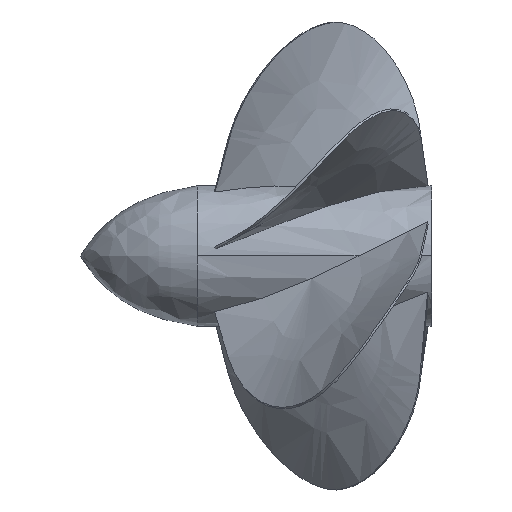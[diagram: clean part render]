
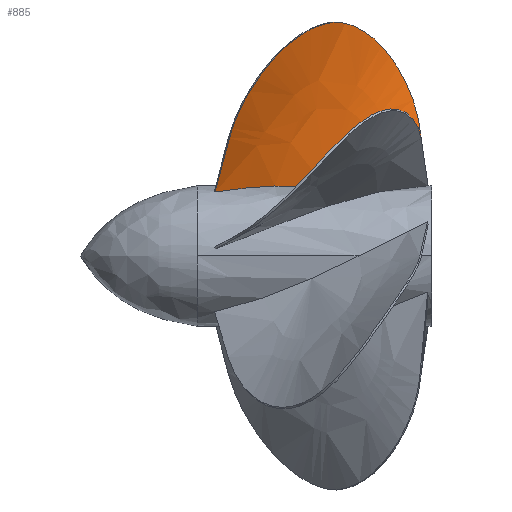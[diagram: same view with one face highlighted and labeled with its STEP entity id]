
A CAD part, top view. The second image highlights one B-rep face of the part: STEP entity #885.
In plain terms, the highlighted free-form (B-spline) face has degree [3, 1] with [6, 2] control points.
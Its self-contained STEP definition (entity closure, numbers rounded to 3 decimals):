
#70 = VERTEX_POINT('',#71);
#71 = CARTESIAN_POINT('',(7.633,27.678,12.527
    ));
#114 = VERTEX_POINT('',#115);
#115 = CARTESIAN_POINT('',(99.786,16.918,
    -25.234));
#128 = EDGE_CURVE('',#114,#70,#129,.T.);
#129 = B_SPLINE_CURVE_WITH_KNOTS('',3,(#130,#131,#132,#133,#134,#135,
    #136,#137,#138,#139,#140,#141,#142,#143,#144,#145,#146,#147,#148,
    #149),.UNSPECIFIED.,.F.,.F.,(4,2,2,2,2,2,2,2,2,4),(0.,
    0.012,0.025,0.037,
    0.044,0.05,0.062,
    0.075,0.087,0.1),
  .UNSPECIFIED.);
#130 = CARTESIAN_POINT('',(99.786,16.918,
    -25.234));
#131 = CARTESIAN_POINT('',(96.007,18.553,
    -24.138));
#132 = CARTESIAN_POINT('',(92.244,20.049,
    -22.906));
#133 = CARTESIAN_POINT('',(84.728,22.76,
    -20.215));
#134 = CARTESIAN_POINT('',(80.976,23.974,
    -18.756));
#135 = CARTESIAN_POINT('',(73.458,26.101,
    -15.661));
#136 = CARTESIAN_POINT('',(69.692,27.013,
    -14.026));
#137 = CARTESIAN_POINT('',(64.009,28.141,
    -11.486));
#138 = CARTESIAN_POINT('',(62.11,28.477,
    -10.625));
#139 = CARTESIAN_POINT('',(58.296,29.068,
    -8.882));
#140 = CARTESIAN_POINT('',(56.38,29.323,
    -8.));
#141 = CARTESIAN_POINT('',(50.615,29.963,
    -5.34));
#142 = CARTESIAN_POINT('',(46.77,30.223,
    -3.56));
#143 = CARTESIAN_POINT('',(39.044,30.432,
    -0.053));
#144 = CARTESIAN_POINT('',(35.164,30.381,
    1.675));
#145 = CARTESIAN_POINT('',(27.351,30.01,
    5.022));
#146 = CARTESIAN_POINT('',(23.435,29.691,
    6.634));
#147 = CARTESIAN_POINT('',(15.565,28.834,
    9.702));
#148 = CARTESIAN_POINT('',(11.612,28.298,
    11.158));
#149 = CARTESIAN_POINT('',(7.633,27.678,
    12.527));
#824 = VERTEX_POINT('',#825);
#825 = CARTESIAN_POINT('',(96.755,51.485,
    -28.974));
#832 = EDGE_CURVE('',#824,#114,#833,.T.);
#833 = B_SPLINE_CURVE_WITH_KNOTS('',1,(#834,#835),.UNSPECIFIED.,.F.,.F.,
  (2,2),(-0.847,33.615),.PIECEWISE_BEZIER_KNOTS.);
#834 = CARTESIAN_POINT('',(96.755,51.485,
    -28.974));
#835 = CARTESIAN_POINT('',(99.786,16.918,
    -25.234));
#854 = EDGE_CURVE('',#855,#70,#857,.T.);
#855 = VERTEX_POINT('',#856);
#856 = CARTESIAN_POINT('',(13.853,50.959,
    22.235));
#857 = B_SPLINE_CURVE_WITH_KNOTS('',1,(#858,#859),.UNSPECIFIED.,.F.,.F.,
  (2,2),(-0.357,25.297),.PIECEWISE_BEZIER_KNOTS.);
#858 = CARTESIAN_POINT('',(13.853,50.959,
    22.235));
#859 = CARTESIAN_POINT('',(7.633,27.678,
    12.527));
#885 = ADVANCED_FACE('',(#886),#965,.T.);
#886 = FACE_BOUND('',#887,.T.);
#887 = EDGE_LOOP('',(#888,#923,#962,#963,#964));
#888 = ORIENTED_EDGE('',*,*,#889,.T.);
#889 = EDGE_CURVE('',#824,#890,#892,.T.);
#890 = VERTEX_POINT('',#891);
#891 = CARTESIAN_POINT('',(60.029,101.232,4.194
    ));
#892 = B_SPLINE_CURVE_WITH_KNOTS('',3,(#893,#894,#895,#896,#897,#898,
    #899,#900,#901,#902,#903,#904,#905,#906,#907,#908,#909,#910,#911,
    #912,#913,#914,#915,#916,#917,#918,#919,#920,#921,#922),
  .UNSPECIFIED.,.F.,.F.,(4,2,2,2,2,2,2,2,2,2,2,2,2,2,4),(0.,
    0.01,0.014,0.017,
    0.019,0.029,0.031,
    0.034,0.039,0.048,
    0.058,0.063,0.065,
    0.067,0.077),.UNSPECIFIED.);
#893 = CARTESIAN_POINT('',(96.755,51.485,
    -28.974));
#894 = CARTESIAN_POINT('',(96.469,54.747,
    -29.327));
#895 = CARTESIAN_POINT('',(95.923,57.953,
    -29.509));
#896 = CARTESIAN_POINT('',(94.768,62.692,-29.46
    ));
#897 = CARTESIAN_POINT('',(94.327,64.259,
    -29.39));
#898 = CARTESIAN_POINT('',(93.584,66.593,
    -29.194));
#899 = CARTESIAN_POINT('',(93.321,67.37,
    -29.113));
#900 = CARTESIAN_POINT('',(92.773,68.908,
    -28.92));
#901 = CARTESIAN_POINT('',(92.488,69.668,
    -28.808));
#902 = CARTESIAN_POINT('',(91.008,73.418,
    -28.169));
#903 = CARTESIAN_POINT('',(89.658,76.268,
    -27.407));
#904 = CARTESIAN_POINT('',(87.784,79.643,
    -26.107));
#905 = CARTESIAN_POINT('',(87.4,80.308,
    -25.83));
#906 = CARTESIAN_POINT('',(86.613,81.62,
    -25.239));
#907 = CARTESIAN_POINT('',(86.209,82.268,
    -24.924));
#908 = CARTESIAN_POINT('',(84.981,84.163,
    -23.935));
#909 = CARTESIAN_POINT('',(84.14,85.363,
    -23.215));
#910 = CARTESIAN_POINT('',(81.56,88.781,
    -20.877));
#911 = CARTESIAN_POINT('',(79.761,90.819,
    -19.083));
#912 = CARTESIAN_POINT('',(75.994,94.418,
    -15.044));
#913 = CARTESIAN_POINT('',(74.087,95.92,
    -12.866));
#914 = CARTESIAN_POINT('',(71.166,97.771,
    -9.409));
#915 = CARTESIAN_POINT('',(70.182,98.32,
    -8.224));
#916 = CARTESIAN_POINT('',(68.685,99.042,
    -6.405));
#917 = CARTESIAN_POINT('',(68.182,99.266,
    -5.791));
#918 = CARTESIAN_POINT('',(67.178,99.677,
    -4.561));
#919 = CARTESIAN_POINT('',(66.675,99.864,
    -3.943));
#920 = CARTESIAN_POINT('',(64.155,100.712,
    -0.843));
#921 = CARTESIAN_POINT('',(62.12,101.111,1.673)
  );
#922 = CARTESIAN_POINT('',(60.029,101.232,4.194
    ));
#923 = ORIENTED_EDGE('',*,*,#924,.T.);
#924 = EDGE_CURVE('',#890,#855,#925,.T.);
#925 = B_SPLINE_CURVE_WITH_KNOTS('',3,(#926,#927,#928,#929,#930,#931,
    #932,#933,#934,#935,#936,#937,#938,#939,#940,#941,#942,#943,#944,
    #945,#946,#947,#948,#949,#950,#951,#952,#953,#954,#955,#956,#957,
    #958,#959,#960,#961),.UNSPECIFIED.,.F.,.F.,(4,2,2,2,2,2,2,2,2,2,2,2,
    2,2,2,2,2,4),(0.002,0.012,
    0.014,0.017,0.022,
    0.032,0.034,0.037,
    0.042,0.044,0.047,
    0.051,0.056,0.059,
    0.061,0.071,0.076,
    0.081),.UNSPECIFIED.);
#926 = CARTESIAN_POINT('',(60.029,101.232,4.194
    ));
#927 = CARTESIAN_POINT('',(57.852,101.106,6.755
    ));
#928 = CARTESIAN_POINT('',(55.662,100.678,
    9.242));
#929 = CARTESIAN_POINT('',(52.854,99.747,
    12.208));
#930 = CARTESIAN_POINT('',(52.289,99.541,
    12.794));
#931 = CARTESIAN_POINT('',(51.151,99.088,
    13.949));
#932 = CARTESIAN_POINT('',(50.576,98.839,
    14.521));
#933 = CARTESIAN_POINT('',(48.853,98.037,
    16.192));
#934 = CARTESIAN_POINT('',(47.707,97.428,
    17.249));
#935 = CARTESIAN_POINT('',(44.265,95.378,
    20.239));
#936 = CARTESIAN_POINT('',(41.967,93.718,21.991
    ));
#937 = CARTESIAN_POINT('',(39.061,91.247,
    23.825));
#938 = CARTESIAN_POINT('',(38.482,90.736,
    24.172));
#939 = CARTESIAN_POINT('',(37.336,89.688,
    24.819));
#940 = CARTESIAN_POINT('',(36.768,89.15,
    25.121));
#941 = CARTESIAN_POINT('',(35.078,87.496,
    25.962));
#942 = CARTESIAN_POINT('',(33.971,86.34,
    26.436));
#943 = CARTESIAN_POINT('',(32.339,84.528,
    27.022));
#944 = CARTESIAN_POINT('',(31.799,83.911,
    27.196));
#945 = CARTESIAN_POINT('',(30.73,82.65,27.503
    ));
#946 = CARTESIAN_POINT('',(30.199,82.006,
    27.635));
#947 = CARTESIAN_POINT('',(28.625,80.04,
    27.969));
#948 = CARTESIAN_POINT('',(27.616,78.702,
    28.105));
#949 = CARTESIAN_POINT('',(25.671,75.973,
    28.22));
#950 = CARTESIAN_POINT('',(24.736,74.583,
    28.199));
#951 = CARTESIAN_POINT('',(23.389,72.458,
    28.059));
#952 = CARTESIAN_POINT('',(22.949,71.743,
    27.995));
#953 = CARTESIAN_POINT('',(22.089,70.301,
    27.831));
#954 = CARTESIAN_POINT('',(21.667,69.572,
    27.731));
#955 = CARTESIAN_POINT('',(19.628,65.927,
    27.154));
#956 = CARTESIAN_POINT('',(18.192,62.985,
    26.441));
#957 = CARTESIAN_POINT('',(16.329,58.511,
    25.073));
#958 = CARTESIAN_POINT('',(15.757,57.007,
    24.565));
#959 = CARTESIAN_POINT('',(14.72,53.986,
    23.461));
#960 = CARTESIAN_POINT('',(14.257,52.474,
    22.867));
#961 = CARTESIAN_POINT('',(13.853,50.959,
    22.235));
#962 = ORIENTED_EDGE('',*,*,#854,.T.);
#963 = ORIENTED_EDGE('',*,*,#128,.F.);
#964 = ORIENTED_EDGE('',*,*,#832,.F.);
#965 = B_SPLINE_SURFACE_WITH_KNOTS('',3,1,(
    (#966,#967)
    ,(#968,#969)
    ,(#970,#971)
    ,(#972,#973)
    ,(#974,#975)
    ,(#976,#977
    )),.UNSPECIFIED.,.F.,.F.,.F.,(4,2,4),(2,2),(0.,0.5,1.),(0.,1.),
  .UNSPECIFIED.);
#966 = CARTESIAN_POINT('',(92.389,101.27,
    -34.361));
#967 = CARTESIAN_POINT('',(101.27,0.,-23.404));
#968 = CARTESIAN_POINT('',(81.54,101.27,-21.431
    ));
#969 = CARTESIAN_POINT('',(84.431,0.,-19.339));
#970 = CARTESIAN_POINT('',(70.691,101.27,
    -8.502));
#971 = CARTESIAN_POINT('',(67.593,0.,-15.274));
#972 = CARTESIAN_POINT('',(48.993,101.27,
    17.357));
#973 = CARTESIAN_POINT('',(33.915,0.,-7.145));
#974 = CARTESIAN_POINT('',(38.144,101.27,
    30.287));
#975 = CARTESIAN_POINT('',(17.076,0.,-3.08));
#976 = CARTESIAN_POINT('',(27.294,101.27,
    43.216));
#977 = CARTESIAN_POINT('',(0.238,0.,0.984));
